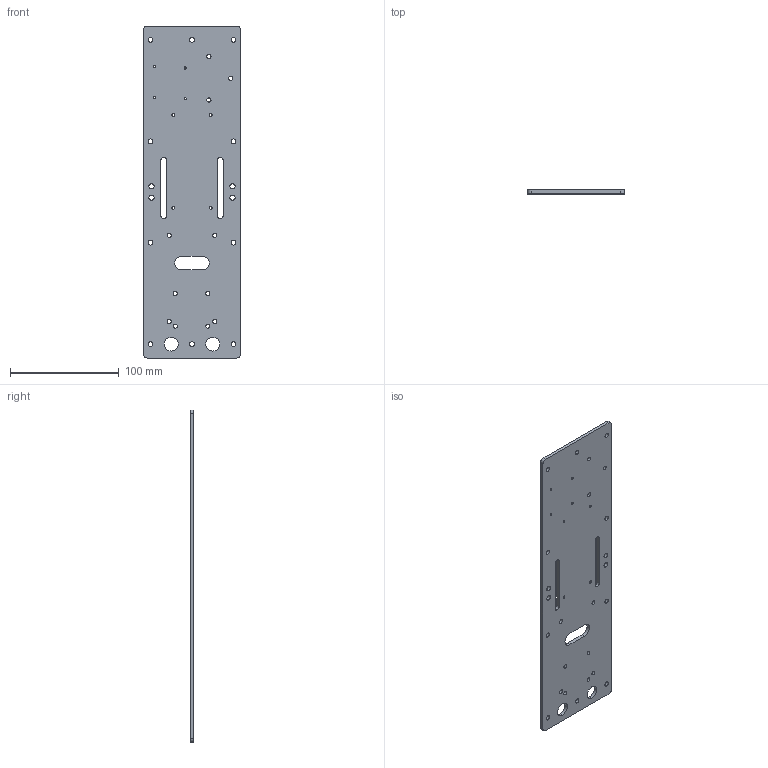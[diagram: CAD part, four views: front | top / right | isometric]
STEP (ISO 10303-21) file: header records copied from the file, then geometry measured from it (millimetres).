
FILE_DESCRIPTION (( 'STEP AP214' ), '1' );
FILE_NAME ('TopPlate4NB.STEP', '2019-05-02T23:36:01', ( '' ), ( '' ), 'SwSTEP 2.0', 'SolidWorks 2018', '' );
FILE_SCHEMA (( 'AUTOMOTIVE_DESIGN' ));
Length unit declared in the file: millimetre
Products named in the file (1): TopPlate4NB
Bounding box: 88.9 x 3.17 x 304.8 mm (x, y, z)
Volume: 81068.9 mm3; surface area: 56017.1 mm2
Topology: 1 solids, 1 shells, 94 faces, 276 edges, 184 vertices
Faces by surface type: cylinder 82, plane 12
Entity records: 3410 total; most frequent: DIRECTION 630, CARTESIAN_POINT 555, ORIENTED_EDGE 552, EDGE_CURVE 276, AXIS2_PLACEMENT_3D 259, VERTEX_POINT 184, EDGE_LOOP 170, CIRCLE 164
